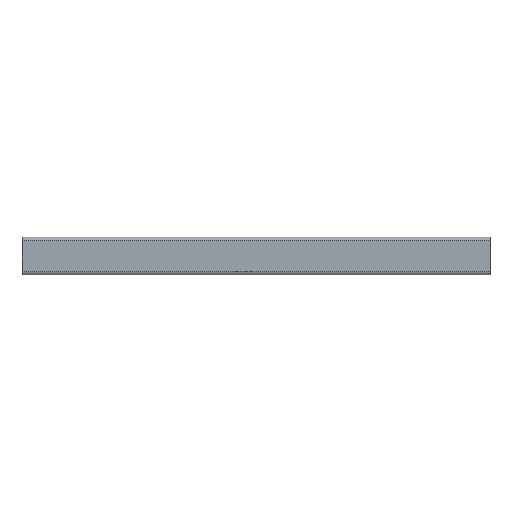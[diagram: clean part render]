
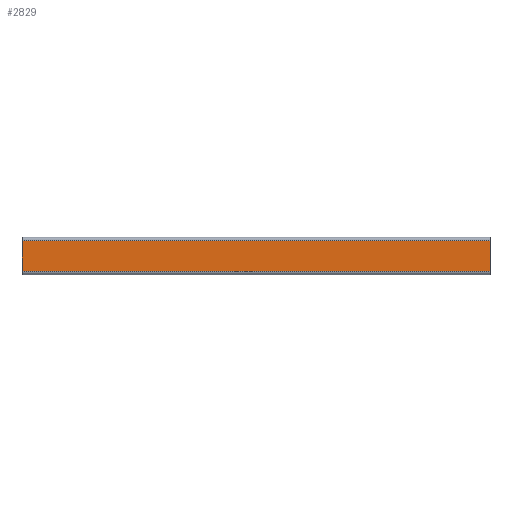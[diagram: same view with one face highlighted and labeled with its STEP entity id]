
A CAD part, top view. The second image highlights one B-rep face of the part: STEP entity #2829.
In plain terms, the highlighted planar face has unit normal (0, 0, 1).
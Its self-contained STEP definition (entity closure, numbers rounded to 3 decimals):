
#8 = CARTESIAN_POINT ( 'NONE',  ( 0., 16.5, -180. ) ) ;
#91 = CARTESIAN_POINT ( 'NONE',  ( 500., 16.5, -180. ) ) ;
#204 = VERTEX_POINT ( 'NONE', #1682 ) ;
#286 = CARTESIAN_POINT ( 'NONE',  ( 0., 16.5, -180. ) ) ;
#298 = CARTESIAN_POINT ( 'NONE',  ( 500., 16.5, -180. ) ) ;
#458 = EDGE_CURVE ( 'NONE', #1625, #748, #504, .T. ) ;
#504 = LINE ( 'NONE', #8, #1277 ) ;
#580 = LINE ( 'NONE', #91, #780 ) ;
#658 = ORIENTED_EDGE ( 'NONE', *, *, #1764, .T. ) ;
#748 = VERTEX_POINT ( 'NONE', #1191 ) ;
#780 = VECTOR ( 'NONE', #3209, 1000. ) ;
#794 = EDGE_CURVE ( 'NONE', #204, #748, #2507, .T. ) ;
#872 = EDGE_LOOP ( 'NONE', ( #2853, #1566, #3040, #658 ) ) ;
#972 = EDGE_CURVE ( 'NONE', #1620, #204, #1084, .T. ) ;
#1019 = AXIS2_PLACEMENT_3D ( 'NONE', #2314, #1533, #1328 ) ;
#1084 = LINE ( 'NONE', #298, #2533 ) ;
#1191 = CARTESIAN_POINT ( 'NONE',  ( 0., -16.5, -180. ) ) ;
#1277 = VECTOR ( 'NONE', #2080, 1000. ) ;
#1328 = DIRECTION ( 'NONE',  ( -1., 0., 0. ) ) ;
#1491 = CARTESIAN_POINT ( 'NONE',  ( 500., -16.5, -180. ) ) ;
#1533 = DIRECTION ( 'NONE',  ( 0., 0., -1. ) ) ;
#1566 = ORIENTED_EDGE ( 'NONE', *, *, #794, .F. ) ;
#1568 = FACE_OUTER_BOUND ( 'NONE', #872, .T. ) ;
#1620 = VERTEX_POINT ( 'NONE', #1745 ) ;
#1625 = VERTEX_POINT ( 'NONE', #286 ) ;
#1682 = CARTESIAN_POINT ( 'NONE',  ( 500., -16.5, -180. ) ) ;
#1745 = CARTESIAN_POINT ( 'NONE',  ( 500., 16.5, -180. ) ) ;
#1764 = EDGE_CURVE ( 'NONE', #1620, #1625, #580, .T. ) ;
#1844 = PLANE ( 'NONE',  #1019 ) ;
#2080 = DIRECTION ( 'NONE',  ( 0., -1., 0. ) ) ;
#2314 = CARTESIAN_POINT ( 'NONE',  ( 500., 16.5, -180. ) ) ;
#2419 = VECTOR ( 'NONE', #3311, 1000. ) ;
#2507 = LINE ( 'NONE', #1491, #2419 ) ;
#2533 = VECTOR ( 'NONE', #2601, 1000. ) ;
#2601 = DIRECTION ( 'NONE',  ( 0., -1., 0. ) ) ;
#2829 = ADVANCED_FACE ( 'NONE', ( #1568 ), #1844, .F. ) ;
#2853 = ORIENTED_EDGE ( 'NONE', *, *, #458, .T. ) ;
#3040 = ORIENTED_EDGE ( 'NONE', *, *, #972, .F. ) ;
#3209 = DIRECTION ( 'NONE',  ( -1., 0., 0. ) ) ;
#3311 = DIRECTION ( 'NONE',  ( -1., 0., 0. ) ) ;
